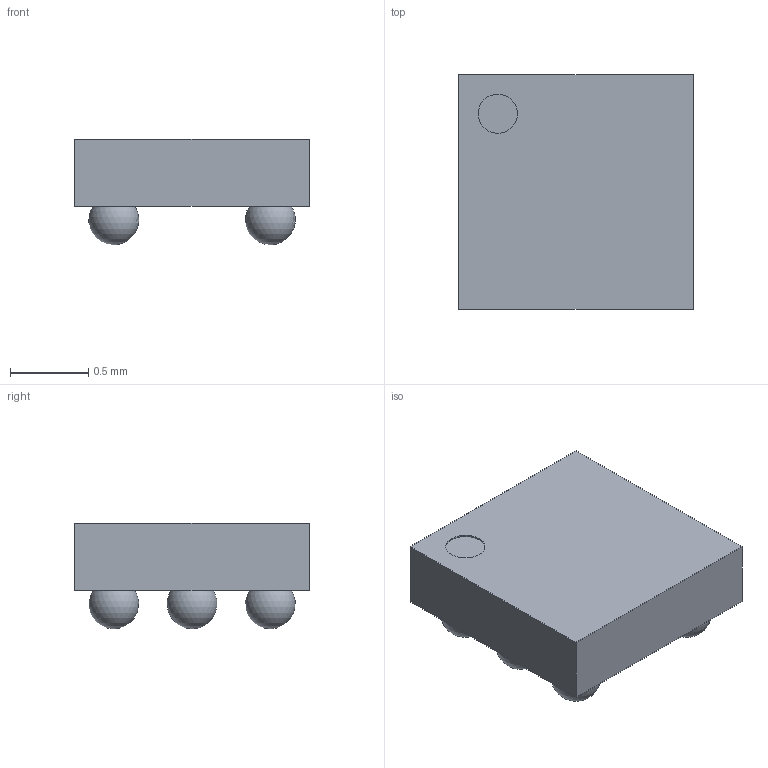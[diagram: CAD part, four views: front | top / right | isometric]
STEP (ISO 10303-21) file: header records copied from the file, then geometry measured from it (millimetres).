
FILE_DESCRIPTION(('FreeCAD Model'),'2;1');
FILE_NAME( 'BGA6N50P2X3_150X150X68.step', '2018-03-26T17:54:57',('Author'),(''), 'Open CASCADE STEP processor 6.8','FreeCAD','Unknown');
FILE_SCHEMA(('AUTOMOTIVE_DESIGN_CC2 { 1 2 10303 214 -1 1 5 4 }'));
Length unit declared in the file: millimetre
Products named in the file (8): ASSEMBLY; Pocket; Sphere003; Sphere001; Sphere002; Sphere004; Sphere; Sphere005
Assembly tree (7 placements, depth 2):
  ASSEMBLY
    Pocket
    Sphere003
    Sphere001
    Sphere002
    Sphere004
    Sphere
    Sphere005
Bounding box: 1.5 x 1.5 x 0.68 mm (x, y, z)
Volume: 1.1 mm3; surface area: 9 mm2
Topology: 7 solids, 7 shells, 14 faces, 33 edges, 22 vertices
Faces by surface type: plane 7, sphere 6, cylinder 1
Full cylindrical faces by diameter (mm): 0.25 x1
Entity records: 715 total; most frequent: DIRECTION 90, CARTESIAN_POINT 89, LINE 41, VECTOR 41, ORIENTED_EDGE 30, PCURVE 30, DEFINITIONAL_REPRESENTATION 30, AXIS2_PLACEMENT_3D 24
